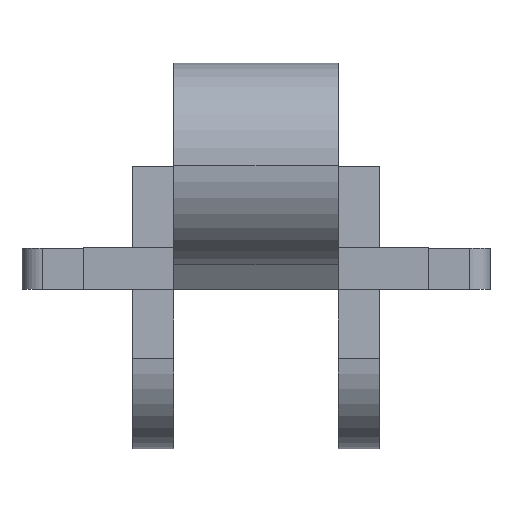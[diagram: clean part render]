
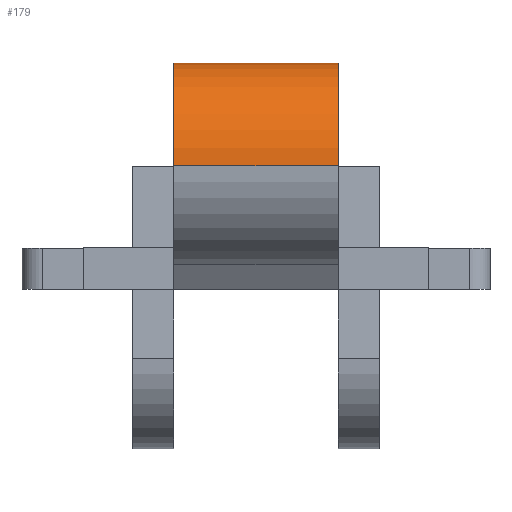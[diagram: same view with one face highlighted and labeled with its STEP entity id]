
A CAD part, top view. The second image highlights one B-rep face of the part: STEP entity #179.
In plain terms, the highlighted cylindrical face has radius 12.5 mm (diameter 25 mm), a partial arc.
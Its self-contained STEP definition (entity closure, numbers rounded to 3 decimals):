
#45 = EDGE_CURVE ( 'NONE', #2180, #389, #1891, .T. ) ;
#63 = AXIS2_PLACEMENT_3D ( 'NONE', #1755, #190, #1918 ) ;
#94 = CARTESIAN_POINT ( 'NONE',  ( 31., 15., 0. ) ) ;
#154 = CARTESIAN_POINT ( 'NONE',  ( 11., 15., 12.5 ) ) ;
#179 = ADVANCED_FACE ( 'NONE', ( #2391 ), #1961, .T. ) ;
#190 = DIRECTION ( 'NONE',  ( -1., 0., 0. ) ) ;
#322 = ORIENTED_EDGE ( 'NONE', *, *, #2568, .T. ) ;
#347 = DIRECTION ( 'NONE',  ( 1., 0., 0. ) ) ;
#389 = VERTEX_POINT ( 'NONE', #2442 ) ;
#407 = EDGE_CURVE ( 'NONE', #468, #2180, #806, .T. ) ;
#468 = VERTEX_POINT ( 'NONE', #94 ) ;
#610 = EDGE_LOOP ( 'NONE', ( #962, #2015, #1380, #322 ) ) ;
#659 = AXIS2_PLACEMENT_3D ( 'NONE', #1335, #2681, #2215 ) ;
#717 = VECTOR ( 'NONE', #1796, 1000. ) ;
#806 = CIRCLE ( 'NONE', #659, 12.5 ) ;
#951 = LINE ( 'NONE', #2466, #717 ) ;
#962 = ORIENTED_EDGE ( 'NONE', *, *, #45, .F. ) ;
#1007 = DIRECTION ( 'NONE',  ( 0., 0., -1. ) ) ;
#1335 = CARTESIAN_POINT ( 'NONE',  ( 31., 15., 12.5 ) ) ;
#1380 = ORIENTED_EDGE ( 'NONE', *, *, #1659, .T. ) ;
#1505 = AXIS2_PLACEMENT_3D ( 'NONE', #154, #347, #1007 ) ;
#1659 = EDGE_CURVE ( 'NONE', #468, #1775, #951, .T. ) ;
#1738 = CIRCLE ( 'NONE', #1505, 12.5 ) ;
#1755 = CARTESIAN_POINT ( 'NONE',  ( 31., 15., 12.5 ) ) ;
#1775 = VERTEX_POINT ( 'NONE', #2095 ) ;
#1796 = DIRECTION ( 'NONE',  ( -1., 0., 0. ) ) ;
#1850 = CARTESIAN_POINT ( 'NONE',  ( 31., 15., 25. ) ) ;
#1891 = LINE ( 'NONE', #1850, #2508 ) ;
#1918 = DIRECTION ( 'NONE',  ( 0., 0., 1. ) ) ;
#1961 = CYLINDRICAL_SURFACE ( 'NONE', #63, 12.5 ) ;
#2015 = ORIENTED_EDGE ( 'NONE', *, *, #407, .F. ) ;
#2095 = CARTESIAN_POINT ( 'NONE',  ( 11., 15., 0. ) ) ;
#2139 = CARTESIAN_POINT ( 'NONE',  ( 31., 15., 25. ) ) ;
#2180 = VERTEX_POINT ( 'NONE', #2139 ) ;
#2215 = DIRECTION ( 'NONE',  ( 0., 0., -1. ) ) ;
#2391 = FACE_OUTER_BOUND ( 'NONE', #610, .T. ) ;
#2442 = CARTESIAN_POINT ( 'NONE',  ( 11., 15., 25. ) ) ;
#2466 = CARTESIAN_POINT ( 'NONE',  ( 31., 15., 0. ) ) ;
#2508 = VECTOR ( 'NONE', #2764, 1000. ) ;
#2568 = EDGE_CURVE ( 'NONE', #1775, #389, #1738, .T. ) ;
#2681 = DIRECTION ( 'NONE',  ( 1., 0., 0. ) ) ;
#2764 = DIRECTION ( 'NONE',  ( -1., 0., 0. ) ) ;
